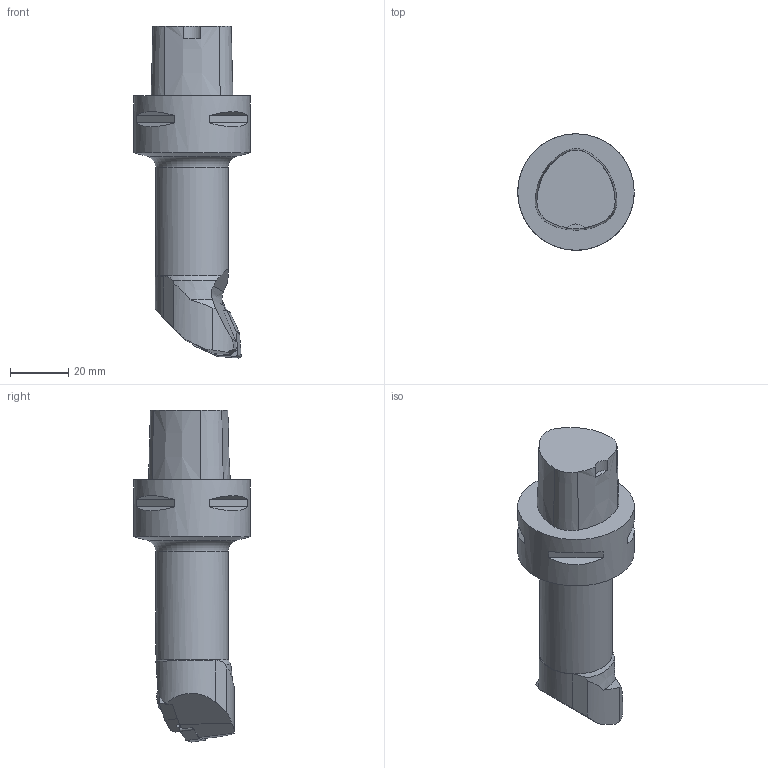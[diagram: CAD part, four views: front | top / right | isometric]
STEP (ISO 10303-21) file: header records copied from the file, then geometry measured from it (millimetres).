
FILE_DESCRIPTION(/* description */ (''),/* implementation_level */ '2;1');
FILE_NAME(/* name */ '1559888589491.stp',/* time_stamp */ '2019-06-07T11:53:20+05:00',/* author */ (''),/* organization */ ('SMS'),/* preprocessor_version */ 'ST-DEVELOPER v15',/* originating_system */ 'SIEMENS PLM Software NX 8.5',/* authorisation */ '');
FILE_SCHEMA (('AUTOMOTIVE_DESIGN { 1 0 10303 214 3 1 1 1 }'));
Length unit declared in the file: millimetre
Products named in the file (4): ASSEMBLY_CONSTRUCTION; IsoTurningInsert; 201770570mod000_00; 201770569mod000_00
Assembly tree (3 placements, depth 2):
  201770569mod000_00
    201770570mod000_00
    IsoTurningInsert
    ASSEMBLY_CONSTRUCTION
Bounding box: 40 x 40 x 114 mm (x, y, z)
Volume: 69915 mm3; surface area: 13340.4 mm2
Topology: 2 solids, 2 shells, 144 faces, 376 edges, 250 vertices
Faces by surface type: plane 89, cylinder 32, cone 20, torus 2, extrusion 1
Full cylindrical faces by diameter (mm): 5.156 x2, 6.35 x1, 10 x1, 25 x1, 40 x1
Entity records: 4664 total; most frequent: CARTESIAN_POINT 992, DIRECTION 757, ORIENTED_EDGE 712, EDGE_CURVE 356, AXIS2_PLACEMENT_3D 277, VERTEX_POINT 236, VECTOR 203, LINE 202
